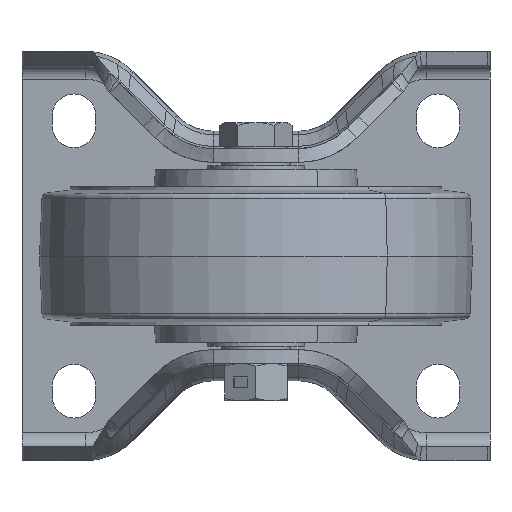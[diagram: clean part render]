
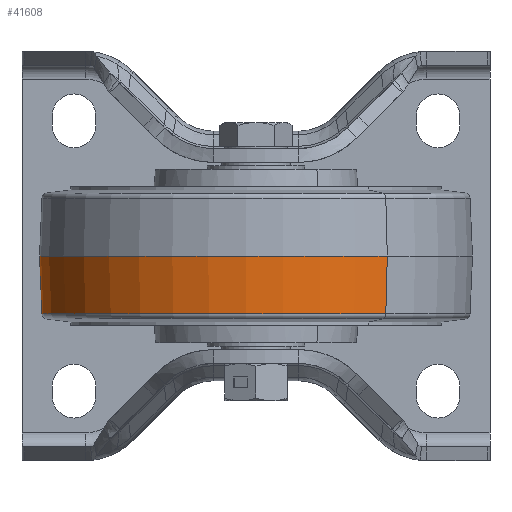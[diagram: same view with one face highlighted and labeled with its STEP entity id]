
A CAD part, front view. The second image highlights one B-rep face of the part: STEP entity #41608.
In plain terms, the highlighted conical face has half-angle 2.386 degrees and reference radius 61.75 mm.
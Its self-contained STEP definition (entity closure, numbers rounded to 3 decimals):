
#1472 = EDGE_CURVE ( 'NONE', #43214, #7214, #28428, .T. ) ;
#2606 = DIRECTION ( 'NONE',  ( 0.606, -0.796, 0. ) ) ;
#2852 = EDGE_LOOP ( 'NONE', ( #28104, #14587, #3354, #16037 ) ) ;
#3354 = ORIENTED_EDGE ( 'NONE', *, *, #41345, .T. ) ;
#4256 = AXIS2_PLACEMENT_3D ( 'NONE', #23355, #20027, #2606 ) ;
#6791 = DIRECTION ( 'NONE',  ( -0.606, 0.796, 0. ) ) ;
#7214 = VERTEX_POINT ( 'NONE', #24050 ) ;
#8832 = CARTESIAN_POINT ( 'NONE',  ( 37.441, -156.671, -16.727 ) ) ;
#11122 = CARTESIAN_POINT ( 'NONE',  ( 0., -107.5, 0. ) ) ;
#11805 = VECTOR ( 'NONE', #20814, 1000. ) ;
#12532 = CARTESIAN_POINT ( 'NONE',  ( -37.409, -58.371, -18. ) ) ;
#13648 = DIRECTION ( 'NONE',  ( 0., 0., 1. ) ) ;
#14098 = VERTEX_POINT ( 'NONE', #40105 ) ;
#14587 = ORIENTED_EDGE ( 'NONE', *, *, #39587, .T. ) ;
#15618 = CARTESIAN_POINT ( 'NONE',  ( -37.441, -58.329, -16.727 ) ) ;
#16037 = ORIENTED_EDGE ( 'NONE', *, *, #21694, .F. ) ;
#17533 = VERTEX_POINT ( 'NONE', #8832 ) ;
#18219 = CIRCLE ( 'NONE', #25867, 62.5 ) ;
#20027 = DIRECTION ( 'NONE',  ( 0., 0., 1. ) ) ;
#20814 = DIRECTION ( 'NONE',  ( 0.025, -0.033, 0.999 ) ) ;
#21694 = EDGE_CURVE ( 'NONE', #7214, #14098, #18219, .T. ) ;
#22014 = DIRECTION ( 'NONE',  ( 0.606, -0.796, 0. ) ) ;
#23355 = CARTESIAN_POINT ( 'NONE',  ( 0., -107.5, -18. ) ) ;
#23542 = CIRCLE ( 'NONE', #29369, 61.803 ) ;
#24049 = CARTESIAN_POINT ( 'NONE',  ( 0., -107.5, -16.727 ) ) ;
#24050 = CARTESIAN_POINT ( 'NONE',  ( -37.864, -57.775, 0. ) ) ;
#25867 = AXIS2_PLACEMENT_3D ( 'NONE', #11122, #42569, #22014 ) ;
#26870 = FACE_OUTER_BOUND ( 'NONE', #2852, .T. ) ;
#28104 = ORIENTED_EDGE ( 'NONE', *, *, #1472, .F. ) ;
#28428 = LINE ( 'NONE', #12532, #31052 ) ;
#29369 = AXIS2_PLACEMENT_3D ( 'NONE', #24049, #13648, #6791 ) ;
#31052 = VECTOR ( 'NONE', #36778, 1000. ) ;
#31593 = CARTESIAN_POINT ( 'NONE',  ( 37.409, -156.629, -18. ) ) ;
#33824 = CONICAL_SURFACE ( 'NONE', #4256, 61.75, 0.042 ) ;
#36047 = LINE ( 'NONE', #31593, #11805 ) ;
#36778 = DIRECTION ( 'NONE',  ( -0.025, 0.033, 0.999 ) ) ;
#39587 = EDGE_CURVE ( 'NONE', #43214, #17533, #23542, .T. ) ;
#40105 = CARTESIAN_POINT ( 'NONE',  ( 37.864, -157.225, 0. ) ) ;
#41345 = EDGE_CURVE ( 'NONE', #17533, #14098, #36047, .T. ) ;
#41608 = ADVANCED_FACE ( 'NONE', ( #26870 ), #33824, .T. ) ;
#42569 = DIRECTION ( 'NONE',  ( 0., 0., 1. ) ) ;
#43214 = VERTEX_POINT ( 'NONE', #15618 ) ;
